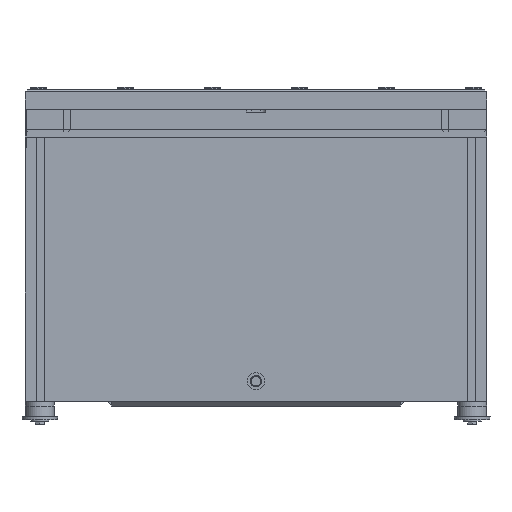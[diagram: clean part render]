
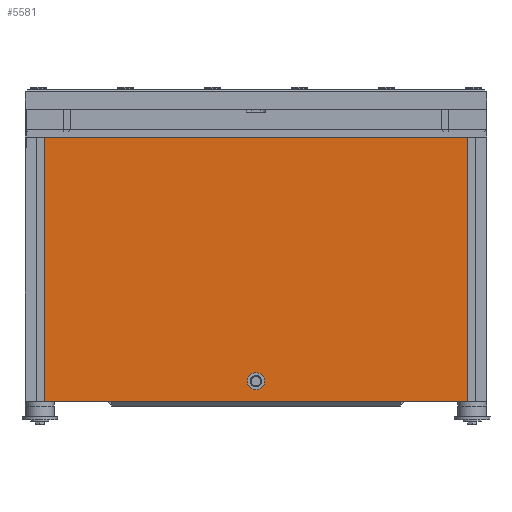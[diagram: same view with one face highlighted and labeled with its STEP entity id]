
A CAD part, front view. The second image highlights one B-rep face of the part: STEP entity #5581.
In plain terms, the highlighted planar face has unit normal (0, -1, 0).
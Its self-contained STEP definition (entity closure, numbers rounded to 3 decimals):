
#3239 = CARTESIAN_POINT ( 'NONE',  ( 220., -365., 275. ) ) ;
#3245 = CARTESIAN_POINT ( 'NONE',  ( 0., -365., 23.386 ) ) ;
#3318 = CARTESIAN_POINT ( 'NONE',  ( -220., -365., 0. ) ) ;
#3376 = CARTESIAN_POINT ( 'NONE',  ( -220., -365., 275. ) ) ;
#3549 = CARTESIAN_POINT ( 'NONE',  ( 0., -365., 18.386 ) ) ;
#3568 = CARTESIAN_POINT ( 'NONE',  ( 220., -365., 0. ) ) ;
#4490 = DIRECTION ( 'NONE',  ( 1., 0., 0. ) ) ;
#4493 = CARTESIAN_POINT ( 'NONE',  ( 0., -365., 20.886 ) ) ;
#4495 = DIRECTION ( 'NONE',  ( 0., -1., 0. ) ) ;
#4497 = DIRECTION ( 'NONE',  ( 0., 0., -1. ) ) ;
#4499 = CARTESIAN_POINT ( 'NONE',  ( -227., -365., 0. ) ) ;
#4503 = CARTESIAN_POINT ( 'NONE',  ( -220., -365., 275. ) ) ;
#4505 = CARTESIAN_POINT ( 'NONE',  ( 220., -365., 275. ) ) ;
#4507 = CARTESIAN_POINT ( 'NONE',  ( 0., -365., 20.886 ) ) ;
#4509 = DIRECTION ( 'NONE',  ( 0., -1., 0. ) ) ;
#4511 = DIRECTION ( 'NONE',  ( 0., 0., -1. ) ) ;
#4515 = DIRECTION ( 'NONE',  ( 0., 0., 1. ) ) ;
#4519 = CARTESIAN_POINT ( 'NONE',  ( -227., -365., 275. ) ) ;
#4523 = DIRECTION ( 'NONE',  ( 1., 0., 0. ) ) ;
#4525 = DIRECTION ( 'NONE',  ( 0., 0., -1. ) ) ;
#5581 = ADVANCED_FACE ( 'NONE', ( #26207, #26216 ), #26948, .F. ) ;
#7593 = AXIS2_PLACEMENT_3D ( 'NONE', #4493, #4495, #4497 ) ;
#7594 = AXIS2_PLACEMENT_3D ( 'NONE', #4507, #4509, #4511 ) ;
#7927 = CIRCLE ( 'NONE', #7593, 2.5 ) ;
#7930 = CIRCLE ( 'NONE', #7594, 2.5 ) ;
#7933 = LINE ( 'NONE', #4505, #7939 ) ;
#7935 = LINE ( 'NONE', #4499, #7937 ) ;
#7936 = LINE ( 'NONE', #4503, #7943 ) ;
#7937 = VECTOR ( 'NONE', #4490, 1000. ) ;
#7938 = LINE ( 'NONE', #4519, #7941 ) ;
#7939 = VECTOR ( 'NONE', #4515, 1000. ) ;
#7941 = VECTOR ( 'NONE', #4523, 1000. ) ;
#7943 = VECTOR ( 'NONE', #4525, 1000. ) ;
#9440 = AXIS2_PLACEMENT_3D ( 'NONE', #26942, #26849, #27034 ) ;
#9924 = VERTEX_POINT ( 'NONE', #3239 ) ;
#9941 = VERTEX_POINT ( 'NONE', #3245 ) ;
#10034 = VERTEX_POINT ( 'NONE', #3318 ) ;
#10114 = VERTEX_POINT ( 'NONE', #3376 ) ;
#10212 = VERTEX_POINT ( 'NONE', #3549 ) ;
#10223 = VERTEX_POINT ( 'NONE', #3568 ) ;
#13483 = EDGE_LOOP ( 'NONE', ( #23276, #23277 ) ) ;
#13487 = EDGE_LOOP ( 'NONE', ( #23278, #23279, #23280, #23281 ) ) ;
#21045 = EDGE_CURVE ( 'NONE', #9941, #10212, #7927, .T. ) ;
#21047 = EDGE_CURVE ( 'NONE', #10212, #9941, #7930, .T. ) ;
#21048 = EDGE_CURVE ( 'NONE', #10034, #10223, #7935, .T. ) ;
#21049 = EDGE_CURVE ( 'NONE', #10223, #9924, #7933, .T. ) ;
#21050 = EDGE_CURVE ( 'NONE', #10114, #9924, #7938, .T. ) ;
#21051 = EDGE_CURVE ( 'NONE', #10114, #10034, #7936, .T. ) ;
#23276 = ORIENTED_EDGE ( 'NONE', *, *, #21047, .F. ) ;
#23277 = ORIENTED_EDGE ( 'NONE', *, *, #21045, .F. ) ;
#23278 = ORIENTED_EDGE ( 'NONE', *, *, #21048, .T. ) ;
#23279 = ORIENTED_EDGE ( 'NONE', *, *, #21049, .T. ) ;
#23280 = ORIENTED_EDGE ( 'NONE', *, *, #21050, .F. ) ;
#23281 = ORIENTED_EDGE ( 'NONE', *, *, #21051, .T. ) ;
#26207 = FACE_BOUND ( 'NONE', #13483, .T. ) ;
#26216 = FACE_OUTER_BOUND ( 'NONE', #13487, .T. ) ;
#26849 = DIRECTION ( 'NONE',  ( 0., 1., 0. ) ) ;
#26942 = CARTESIAN_POINT ( 'NONE',  ( -227., -365., 275. ) ) ;
#26948 = PLANE ( 'NONE',  #9440 ) ;
#27034 = DIRECTION ( 'NONE',  ( 0., 0., 1. ) ) ;
